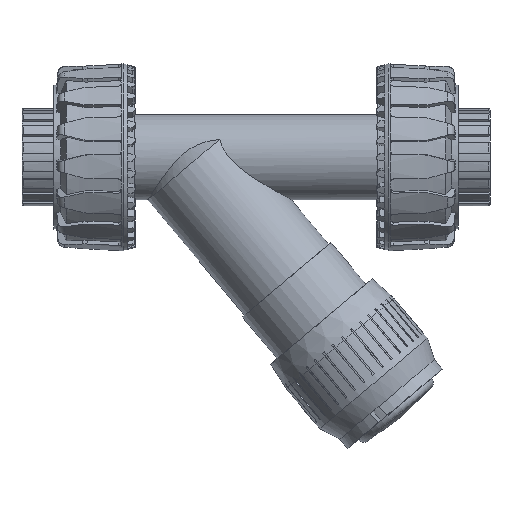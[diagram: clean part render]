
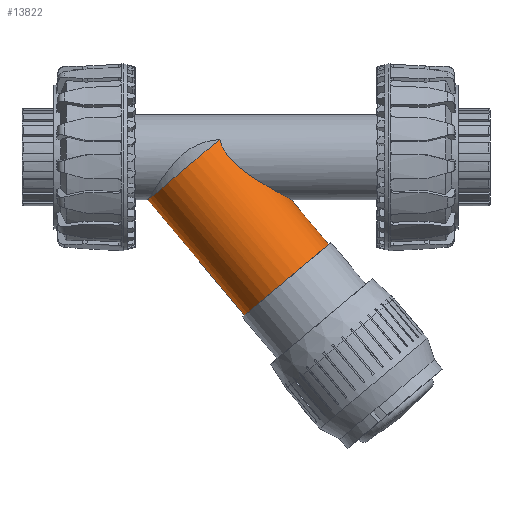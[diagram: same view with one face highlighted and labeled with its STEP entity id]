
A CAD part, front view. The second image highlights one B-rep face of the part: STEP entity #13822.
In plain terms, the highlighted cylindrical face has radius 15.8 mm (diameter 31.6 mm), a full revolution.
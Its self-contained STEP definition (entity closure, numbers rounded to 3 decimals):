
#377=B_SPLINE_CURVE_WITH_KNOTS('',3,(#20617,#20618,#20619,#20620,#20621,
#20622,#20623,#20624,#20625,#20626,#20627,#20628,#20629,#20630,#20631,#20632,
#20633,#20634,#20635,#20636,#20637,#20638,#20639,#20640,#20641,#20642,#20643,
#20644,#20645,#20646,#20647,#20648,#20649,#20650,#20651,#20652,#20653,#20654,
#20655,#20656,#20657,#20658,#20659),.UNSPECIFIED.,.F.,.F.,(4,3,3,3,3,3,
3,3,3,3,3,3,3,3,4),(-6.441,-6.358,-5.977,
-5.508,-5.42,-5.316,-5.069,
-4.63,-4.547,-4.347,-3.952,
-3.86,-3.747,-3.484,-3.28),
 .UNSPECIFIED.);
#378=B_SPLINE_CURVE_WITH_KNOTS('',3,(#20664,#20665,#20666,#20667,#20668,
#20669,#20670,#20671,#20672,#20673,#20674,#20675,#20676,#20677,#20678,#20679,
#20680,#20681,#20682,#20683,#20684,#20685,#20686,#20687,#20688,#20689,#20690,
#20691,#20692,#20693,#20694,#20695,#20696,#20697,#20698,#20699,#20700,#20701,
#20702,#20703),.UNSPECIFIED.,.F.,.F.,(4,3,3,3,3,3,3,3,3,3,3,3,3,4),(8.443,
8.649,8.915,9.023,9.366,9.638,
9.762,9.842,10.28,10.546,10.672,
11.146,11.578,11.604),.UNSPECIFIED.);
#2775=CYLINDRICAL_SURFACE('',#14642,15.8);
#2987=FACE_BOUND('',#3840,.T.);
#3026=FACE_OUTER_BOUND('',#3839,.T.);
#3839=EDGE_LOOP('',(#8984,#8985,#8986,#8987));
#3840=EDGE_LOOP('',(#8988));
#4654=CIRCLE('',#14617,15.8);
#4665=CIRCLE('',#14643,15.8);
#4666=CIRCLE('',#14644,15.8);
#5277=VERTEX_POINT('',#20447);
#5292=VERTEX_POINT('',#20615);
#5293=VERTEX_POINT('',#20616);
#5294=VERTEX_POINT('',#20660);
#5295=VERTEX_POINT('',#20662);
#6733=EDGE_CURVE('',#5277,#5277,#4654,.T.);
#6750=EDGE_CURVE('',#5292,#5293,#377,.T.);
#6751=EDGE_CURVE('',#5294,#5293,#4665,.T.);
#6752=EDGE_CURVE('',#5295,#5294,#4666,.T.);
#6753=EDGE_CURVE('',#5295,#5292,#378,.T.);
#8984=ORIENTED_EDGE('',*,*,#6750,.T.);
#8985=ORIENTED_EDGE('',*,*,#6751,.F.);
#8986=ORIENTED_EDGE('',*,*,#6752,.F.);
#8987=ORIENTED_EDGE('',*,*,#6753,.T.);
#8988=ORIENTED_EDGE('',*,*,#6733,.F.);
#13822=ADVANCED_FACE('',(#3026,#2987),#2775,.T.);
#14617=AXIS2_PLACEMENT_3D('',#20448,#16249,#16250);
#14642=AXIS2_PLACEMENT_3D('',#20614,#16301,#16302);
#14643=AXIS2_PLACEMENT_3D('',#20661,#16303,#16304);
#14644=AXIS2_PLACEMENT_3D('',#20663,#16305,#16306);
#16249=DIRECTION('center_axis',(0.643,0.,0.766));
#16250=DIRECTION('ref_axis',(-0.766,0.,0.643));
#16301=DIRECTION('center_axis',(0.643,0.,0.766));
#16302=DIRECTION('ref_axis',(-0.766,0.,0.643));
#16303=DIRECTION('center_axis',(-0.643,0.,-0.766));
#16304=DIRECTION('ref_axis',(0.766,0.,-0.643));
#16305=DIRECTION('center_axis',(-0.643,0.,-0.766));
#16306=DIRECTION('ref_axis',(0.766,0.,-0.643));
#20447=CARTESIAN_POINT('',(72.422,0.113,25.391));
#20448=CARTESIAN_POINT('Origin',(60.318,0.113,35.547));
#20614=CARTESIAN_POINT('Origin',(44.806,0.113,17.059));
#20615=CARTESIAN_POINT('',(61.654,0.113,12.559));
#20616=CARTESIAN_POINT('',(41.096,11.245,-4.805));
#20617=CARTESIAN_POINT('Ctrl Pts',(61.654,0.113,12.559));
#20618=CARTESIAN_POINT('Ctrl Pts',(61.654,0.391,12.559));
#20619=CARTESIAN_POINT('Ctrl Pts',(61.637,0.668,12.549));
#20620=CARTESIAN_POINT('Ctrl Pts',(61.603,0.939,12.531));
#20621=CARTESIAN_POINT('Ctrl Pts',(61.449,2.172,12.447));
#20622=CARTESIAN_POINT('Ctrl Pts',(60.958,3.318,12.182));
#20623=CARTESIAN_POINT('Ctrl Pts',(60.268,4.345,11.804));
#20624=CARTESIAN_POINT('Ctrl Pts',(59.419,5.609,11.339));
#20625=CARTESIAN_POINT('Ctrl Pts',(58.267,6.69,10.701));
#20626=CARTESIAN_POINT('Ctrl Pts',(57.107,7.556,10.038));
#20627=CARTESIAN_POINT('Ctrl Pts',(56.888,7.72,9.913));
#20628=CARTESIAN_POINT('Ctrl Pts',(56.672,7.874,9.789));
#20629=CARTESIAN_POINT('Ctrl Pts',(56.449,8.026,9.66));
#20630=CARTESIAN_POINT('Ctrl Pts',(56.189,8.204,9.51));
#20631=CARTESIAN_POINT('Ctrl Pts',(55.919,8.378,9.353));
#20632=CARTESIAN_POINT('Ctrl Pts',(55.643,8.549,9.191));
#20633=CARTESIAN_POINT('Ctrl Pts',(54.985,8.955,8.806));
#20634=CARTESIAN_POINT('Ctrl Pts',(54.287,9.336,8.39));
#20635=CARTESIAN_POINT('Ctrl Pts',(53.578,9.683,7.956));
#20636=CARTESIAN_POINT('Ctrl Pts',(52.319,10.299,7.184));
#20637=CARTESIAN_POINT('Ctrl Pts',(51.024,10.805,6.353));
#20638=CARTESIAN_POINT('Ctrl Pts',(49.856,11.187,5.546));
#20639=CARTESIAN_POINT('Ctrl Pts',(49.636,11.259,5.394));
#20640=CARTESIAN_POINT('Ctrl Pts',(49.415,11.329,5.239));
#20641=CARTESIAN_POINT('Ctrl Pts',(49.19,11.396,5.078));
#20642=CARTESIAN_POINT('Ctrl Pts',(48.646,11.56,4.69));
#20643=CARTESIAN_POINT('Ctrl Pts',(48.085,11.712,4.275));
#20644=CARTESIAN_POINT('Ctrl Pts',(47.526,11.844,3.836));
#20645=CARTESIAN_POINT('Ctrl Pts',(46.421,12.105,2.969));
#20646=CARTESIAN_POINT('Ctrl Pts',(45.329,12.285,2.011));
#20647=CARTESIAN_POINT('Ctrl Pts',(44.401,12.343,1.014));
#20648=CARTESIAN_POINT('Ctrl Pts',(44.182,12.356,0.779));
#20649=CARTESIAN_POINT('Ctrl Pts',(43.973,12.363,0.543));
#20650=CARTESIAN_POINT('Ctrl Pts',(43.774,12.363,0.306));
#20651=CARTESIAN_POINT('Ctrl Pts',(43.534,12.363,0.019));
#20652=CARTESIAN_POINT('Ctrl Pts',(43.299,12.353,-0.28));
#20653=CARTESIAN_POINT('Ctrl Pts',(43.075,12.33,-0.591));
#20654=CARTESIAN_POINT('Ctrl Pts',(42.55,12.277,-1.318));
#20655=CARTESIAN_POINT('Ctrl Pts',(42.089,12.152,-2.106));
#20656=CARTESIAN_POINT('Ctrl Pts',(41.734,11.931,-2.915));
#20657=CARTESIAN_POINT('Ctrl Pts',(41.46,11.76,-3.542));
#20658=CARTESIAN_POINT('Ctrl Pts',(41.249,11.532,-4.179));
#20659=CARTESIAN_POINT('Ctrl Pts',(41.096,11.245,-4.805));
#20660=CARTESIAN_POINT('',(20.404,0.113,12.559));
#20661=CARTESIAN_POINT('Origin',(32.507,0.113,2.403));
#20662=CARTESIAN_POINT('',(41.096,-11.019,-4.805));
#20663=CARTESIAN_POINT('Origin',(32.507,0.113,2.403));
#20664=CARTESIAN_POINT('Ctrl Pts',(41.096,-11.019,-4.805));
#20665=CARTESIAN_POINT('Ctrl Pts',(41.25,-11.308,-4.174));
#20666=CARTESIAN_POINT('Ctrl Pts',(41.463,-11.538,-3.532));
#20667=CARTESIAN_POINT('Ctrl Pts',(41.741,-11.709,-2.9));
#20668=CARTESIAN_POINT('Ctrl Pts',(42.102,-11.932,-2.079));
#20669=CARTESIAN_POINT('Ctrl Pts',(42.572,-12.056,-1.281));
#20670=CARTESIAN_POINT('Ctrl Pts',(43.107,-12.107,-0.546));
#20671=CARTESIAN_POINT('Ctrl Pts',(43.322,-12.128,-0.251));
#20672=CARTESIAN_POINT('Ctrl Pts',(43.547,-12.137,0.035));
#20673=CARTESIAN_POINT('Ctrl Pts',(43.776,-12.137,0.309));
#20674=CARTESIAN_POINT('Ctrl Pts',(44.513,-12.137,1.186));
#20675=CARTESIAN_POINT('Ctrl Pts',(45.396,-12.04,2.051));
#20676=CARTESIAN_POINT('Ctrl Pts',(46.333,-11.869,2.857));
#20677=CARTESIAN_POINT('Ctrl Pts',(47.072,-11.734,3.493));
#20678=CARTESIAN_POINT('Ctrl Pts',(47.843,-11.552,4.095));
#20679=CARTESIAN_POINT('Ctrl Pts',(48.596,-11.343,4.648));
#20680=CARTESIAN_POINT('Ctrl Pts',(48.94,-11.247,4.901));
#20681=CARTESIAN_POINT('Ctrl Pts',(49.281,-11.145,5.145));
#20682=CARTESIAN_POINT('Ctrl Pts',(49.613,-11.039,5.377));
#20683=CARTESIAN_POINT('Ctrl Pts',(49.826,-10.972,5.526));
#20684=CARTESIAN_POINT('Ctrl Pts',(50.037,-10.902,5.671));
#20685=CARTESIAN_POINT('Ctrl Pts',(50.254,-10.828,5.819));
#20686=CARTESIAN_POINT('Ctrl Pts',(51.447,-10.419,6.63));
#20687=CARTESIAN_POINT('Ctrl Pts',(52.748,-9.887,7.454));
#20688=CARTESIAN_POINT('Ctrl Pts',(53.996,-9.248,8.21));
#20689=CARTESIAN_POINT('Ctrl Pts',(54.752,-8.861,8.669));
#20690=CARTESIAN_POINT('Ctrl Pts',(55.488,-8.436,9.103));
#20691=CARTESIAN_POINT('Ctrl Pts',(56.171,-7.986,9.499));
#20692=CARTESIAN_POINT('Ctrl Pts',(56.496,-7.773,9.687));
#20693=CARTESIAN_POINT('Ctrl Pts',(56.804,-7.557,9.865));
#20694=CARTESIAN_POINT('Ctrl Pts',(57.116,-7.323,10.043));
#20695=CARTESIAN_POINT('Ctrl Pts',(58.291,-6.445,10.714));
#20696=CARTESIAN_POINT('Ctrl Pts',(59.455,-5.347,11.359));
#20697=CARTESIAN_POINT('Ctrl Pts',(60.306,-4.062,11.825));
#20698=CARTESIAN_POINT('Ctrl Pts',(61.079,-2.895,12.248));
#20699=CARTESIAN_POINT('Ctrl Pts',(61.593,-1.574,12.525));
#20700=CARTESIAN_POINT('Ctrl Pts',(61.649,-0.149,
12.556));
#20701=CARTESIAN_POINT('Ctrl Pts',(61.653,-0.062,
12.558));
#20702=CARTESIAN_POINT('Ctrl Pts',(61.654,0.026,
12.559));
#20703=CARTESIAN_POINT('Ctrl Pts',(61.654,0.113,12.559));
